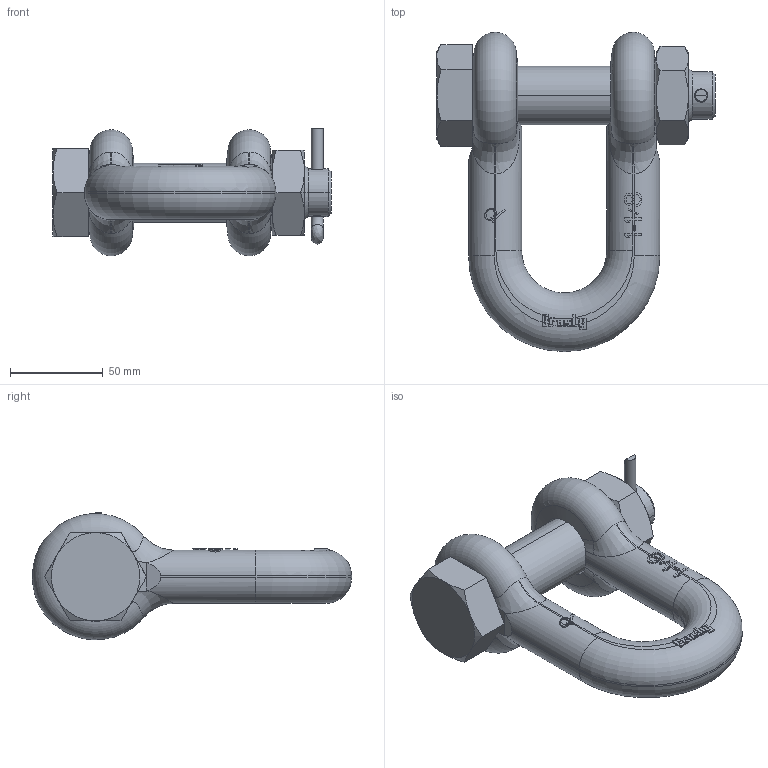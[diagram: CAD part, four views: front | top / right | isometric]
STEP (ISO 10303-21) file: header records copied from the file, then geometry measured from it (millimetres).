
FILE_DESCRIPTION((''),'2;1');
FILE_NAME('CROSBY_2150_113','2003-11-18T',('adoughty'),('The Crosby Group, Inc.'),'PRO/ENGINEER BY PARAMETRIC TECHNOLOGY CORPORATION, 2001150','PRO/ENGINEER BY PARAMETRIC TECHNOLOGY CORPORATION, 2001150','');
FILE_SCHEMA(('CONFIG_CONTROL_DESIGN'));
Length unit declared in the file: inch
Products named in the file (1): CROSBY_2150_113
Bounding box: 149.86 x 172.08 x 68.8 mm (x, y, z)
Volume: 418521.7 mm3; surface area: 69668.7 mm2
Topology: 2 solids, 2 shells, 351 faces, 985 edges, 638 vertices
Faces by surface type: plane 199, cylinder 90, torus 23, bspline 21, cone 18
Entity records: 13317 total; most frequent: CARTESIAN_POINT 4869, ORIENTED_EDGE 1970, DIRECTION 1475, EDGE_CURVE 985, VERTEX_POINT 638, AXIS2_PLACEMENT_3D 525, VECTOR 425, LINE 425
